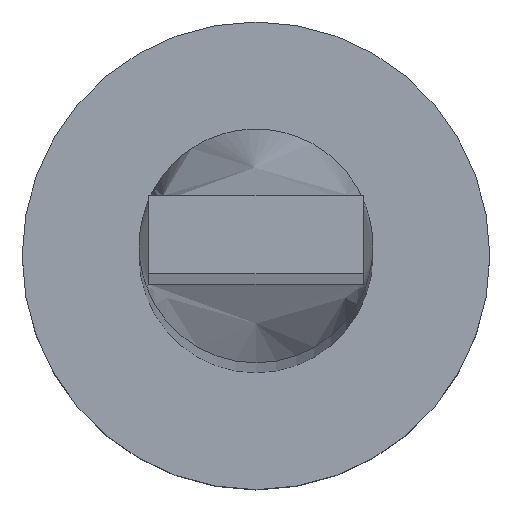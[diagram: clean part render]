
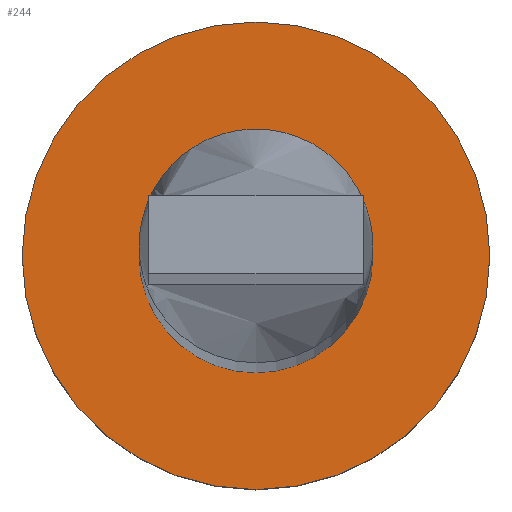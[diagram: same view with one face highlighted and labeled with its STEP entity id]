
A CAD part, top view. The second image highlights one B-rep face of the part: STEP entity #244.
In plain terms, the highlighted planar face has unit normal (0, 0, 1).
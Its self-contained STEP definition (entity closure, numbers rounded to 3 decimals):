
#7 = ORIENTED_EDGE ( 'NONE', *, *, #329, .T. ) ;
#10 = EDGE_CURVE ( 'NONE', #427, #25, #527, .T. ) ;
#13 = DIRECTION ( 'NONE',  ( 0., 0., 1. ) ) ;
#21 = EDGE_LOOP ( 'NONE', ( #530, #279 ) ) ;
#23 = AXIS2_PLACEMENT_3D ( 'NONE', #68, #13, #426 ) ;
#25 = VERTEX_POINT ( 'NONE', #481 ) ;
#26 = DIRECTION ( 'NONE',  ( 0., 0., 1. ) ) ;
#31 = CARTESIAN_POINT ( 'NONE',  ( 0., 0., 5. ) ) ;
#45 = AXIS2_PLACEMENT_3D ( 'NONE', #575, #171, #352 ) ;
#54 = DIRECTION ( 'NONE',  ( 1., 0., 0. ) ) ;
#65 = FACE_BOUND ( 'NONE', #21, .T. ) ;
#68 = CARTESIAN_POINT ( 'NONE',  ( 0., 0., 5. ) ) ;
#88 = CARTESIAN_POINT ( 'NONE',  ( -6., 0., 5. ) ) ;
#104 = CIRCLE ( 'NONE', #45, 6. ) ;
#117 = EDGE_LOOP ( 'NONE', ( #7, #287 ) ) ;
#130 = EDGE_CURVE ( 'NONE', #25, #427, #448, .T. ) ;
#144 = CARTESIAN_POINT ( 'NONE',  ( 0., 0., 5. ) ) ;
#171 = DIRECTION ( 'NONE',  ( 0., 0., 1. ) ) ;
#172 = DIRECTION ( 'NONE',  ( 0., 0., 1. ) ) ;
#189 = PLANE ( 'NONE',  #228 ) ;
#196 = DIRECTION ( 'NONE',  ( 1., 0., 0. ) ) ;
#202 = CARTESIAN_POINT ( 'NONE',  ( 3., 0., 5. ) ) ;
#228 = AXIS2_PLACEMENT_3D ( 'NONE', #144, #26, #196 ) ;
#244 = ADVANCED_FACE ( 'NONE', ( #65, #431 ), #189, .T. ) ;
#275 = AXIS2_PLACEMENT_3D ( 'NONE', #31, #172, #343 ) ;
#279 = ORIENTED_EDGE ( 'NONE', *, *, #10, .F. ) ;
#287 = ORIENTED_EDGE ( 'NONE', *, *, #508, .T. ) ;
#319 = VERTEX_POINT ( 'NONE', #333 ) ;
#329 = EDGE_CURVE ( 'NONE', #504, #319, #357, .T. ) ;
#333 = CARTESIAN_POINT ( 'NONE',  ( 6., 0., 5. ) ) ;
#343 = DIRECTION ( 'NONE',  ( 1., 0., 0. ) ) ;
#352 = DIRECTION ( 'NONE',  ( 1., 0., 0. ) ) ;
#357 = CIRCLE ( 'NONE', #23, 6. ) ;
#368 = CARTESIAN_POINT ( 'NONE',  ( 0., 0., 5. ) ) ;
#426 = DIRECTION ( 'NONE',  ( 1., 0., 0. ) ) ;
#427 = VERTEX_POINT ( 'NONE', #202 ) ;
#431 = FACE_OUTER_BOUND ( 'NONE', #117, .T. ) ;
#448 = CIRCLE ( 'NONE', #473, 3. ) ;
#458 = DIRECTION ( 'NONE',  ( 0., 0., 1. ) ) ;
#473 = AXIS2_PLACEMENT_3D ( 'NONE', #368, #458, #54 ) ;
#481 = CARTESIAN_POINT ( 'NONE',  ( -3., 0., 5. ) ) ;
#504 = VERTEX_POINT ( 'NONE', #88 ) ;
#508 = EDGE_CURVE ( 'NONE', #319, #504, #104, .T. ) ;
#527 = CIRCLE ( 'NONE', #275, 3. ) ;
#530 = ORIENTED_EDGE ( 'NONE', *, *, #130, .F. ) ;
#575 = CARTESIAN_POINT ( 'NONE',  ( 0., 0., 5. ) ) ;
